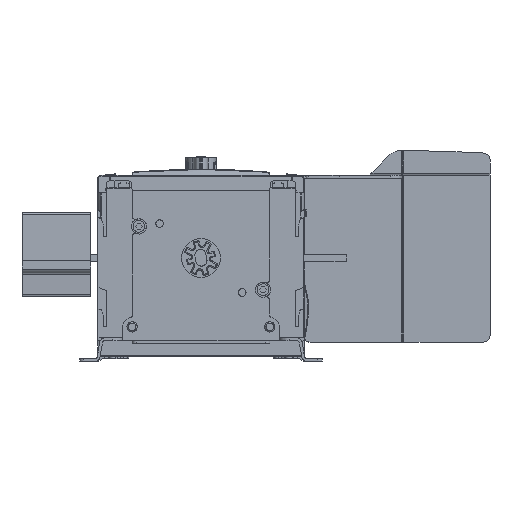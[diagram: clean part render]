
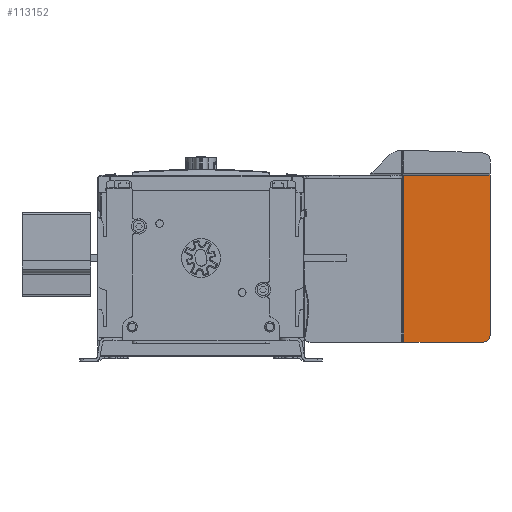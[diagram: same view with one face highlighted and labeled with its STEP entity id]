
A CAD part, front view. The second image highlights one B-rep face of the part: STEP entity #113152.
In plain terms, the highlighted planar face has unit normal (0, -1, 0).
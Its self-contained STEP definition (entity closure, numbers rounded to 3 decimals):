
#16615=DIRECTION('',(0.,0.,-1.));
#16616=VECTOR('',#16615,121.);
#16617=CARTESIAN_POINT('',(147.5,-76.,60.));
#16618=LINE('',#16617,#16616);
#16619=CARTESIAN_POINT('',(205.,-76.,-56.));
#16620=DIRECTION('',(0.,-1.,0.));
#16621=DIRECTION('',(0.,0.,-1.));
#16622=AXIS2_PLACEMENT_3D('',#16619,#16620,#16621);
#16624=DIRECTION('',(1.,0.,0.));
#16625=VECTOR('',#16624,57.5);
#16626=CARTESIAN_POINT('',(147.5,-76.,-61.));
#16627=LINE('',#16626,#16625);
#16632=DIRECTION('',(1.,0.,0.));
#16633=VECTOR('',#16632,62.5);
#16634=CARTESIAN_POINT('',(147.5,-76.,60.));
#16635=LINE('',#16634,#16633);
#16997=DIRECTION('',(0.,0.,-1.));
#16998=VECTOR('',#16997,116.);
#16999=CARTESIAN_POINT('',(210.,-76.,60.));
#17000=LINE('',#16999,#16998);
#87254=CARTESIAN_POINT('',(147.5,-76.,60.));
#87255=CARTESIAN_POINT('',(147.5,-76.,-61.));
#87256=VERTEX_POINT('',#87254);
#87257=VERTEX_POINT('',#87255);
#87258=CARTESIAN_POINT('',(205.,-76.,-61.));
#87259=VERTEX_POINT('',#87258);
#87260=CARTESIAN_POINT('',(210.,-76.,-56.));
#87261=VERTEX_POINT('',#87260);
#87262=CARTESIAN_POINT('',(210.,-76.,60.));
#87263=VERTEX_POINT('',#87262);
#113136=CARTESIAN_POINT('',(70.,-76.,-61.));
#113137=DIRECTION('',(0.,-1.,0.));
#113138=DIRECTION('',(1.,0.,0.));
#113139=AXIS2_PLACEMENT_3D('',#113136,#113137,#113138);
#113140=PLANE('',#113139);
#113142=ORIENTED_EDGE('',*,*,#113141,.F.);
#113144=ORIENTED_EDGE('',*,*,#113143,.T.);
#113146=ORIENTED_EDGE('',*,*,#113145,.T.);
#113148=ORIENTED_EDGE('',*,*,#113147,.F.);
#113149=ORIENTED_EDGE('',*,*,#113105,.F.);
#113150=EDGE_LOOP('',(#113142,#113144,#113146,#113148,#113149));
#113151=FACE_OUTER_BOUND('',#113150,.F.);
#16623=CIRCLE('',#16622,5.);
#113105=EDGE_CURVE('',#87257,#87259,#16627,.T.);
#113141=EDGE_CURVE('',#87256,#87257,#16618,.T.);
#113143=EDGE_CURVE('',#87256,#87263,#16635,.T.);
#113145=EDGE_CURVE('',#87263,#87261,#17000,.T.);
#113147=EDGE_CURVE('',#87259,#87261,#16623,.T.);
#113152=ADVANCED_FACE('',(#113151),#113140,.T.);
